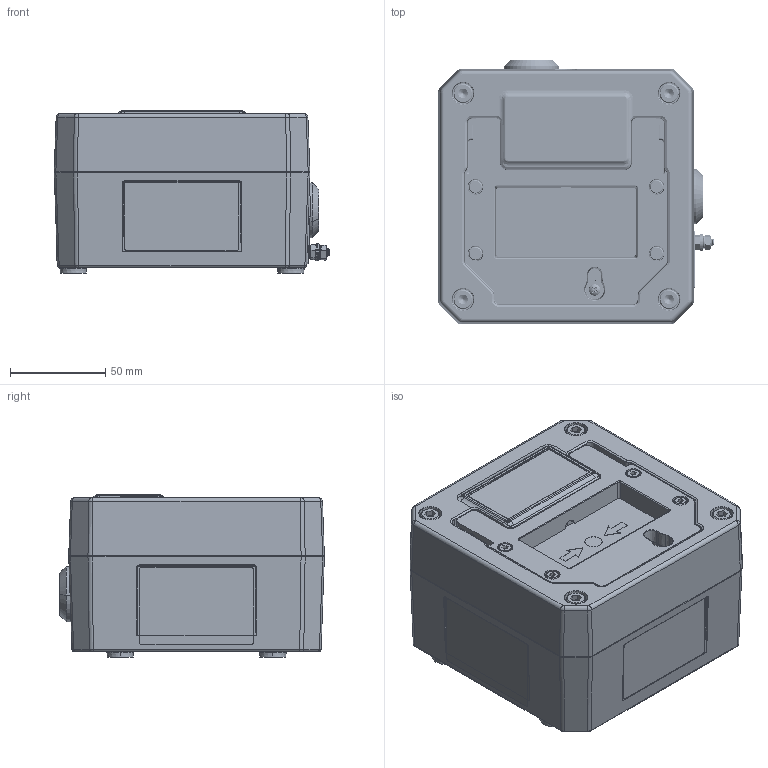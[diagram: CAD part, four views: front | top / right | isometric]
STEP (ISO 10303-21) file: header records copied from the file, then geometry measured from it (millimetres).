
FILE_DESCRIPTION (( 'STEP AP214' ), '1' );
FILE_NAME ('D202-05-001-3D_Issue_1.STEP', '2022-04-25T08:46:29', ( '' ), ( '' ), 'SwSTEP 2.0', 'SolidWorks 2021', '' );
FILE_SCHEMA (( 'AUTOMOTIVE_DESIGN' ));
Length unit declared in the file: millimetre
Products named in the file (30): SCHXSKTM6X60A4; D202-10-101-3D_Issue_4_Dual Switch; SCHXSKTM4X8A4; SCSSM4X6PP; D202-99-002-3D_Issue_A; D202-52-001-3D_Issue_5-3D-STEP_3D STEP; WASGM4A4; WASGM25A4; SRT25AM4EX2; Part1^D202-05-001-3D_Issue_1; D202-05-001-3D_Issue_1; D202-10-001-3D_Issue_3; SCSSM3X10PP_BLANK; SCNUTM4A4; SCSSM3X6PP; SCTTM25X10; WAM4A4; D202-60-111-3D_Issue_1_2D Drawing; D202-96-101-3D_Issue_A_Blank; ORBS009NTR70; GL4076215; SPMHSM20; D202-52-002-3D_Issue_6-3D-STEP_3D STEP; WAM3A4; D202-99-001-3D_Issue_A; PCLIP32; D202-52-003-3D_Issue_4; SCSSM4X16PP_M4 x 16; D204-50-001-3D_Issue_1; Test
Assembly tree (48 placements, depth 4):
  Part1^D202-05-001-3D_Issue_1
  D202-05-001-3D_Issue_1
    D202-10-001-3D_Issue_3
      D202-52-001-3D_Issue_5-3D-STEP_3D STEP
    D202-10-101-3D_Issue_4_Dual Switch
      D202-52-002-3D_Issue_6-3D-STEP_3D STEP
      D202-60-111-3D_Issue_1_2D Drawing
      Test
        D204-50-001-3D_Issue_1
        SCSSM3X10PP_BLANK
      GL4076215
      D202-52-003-3D_Issue_4
      SCHXSKTM4X8A4  x4
      ORBS009NTR70  x4
      SCSSM4X6PP
      WASGM4A4
      SRT25AM4EX2
      PCLIP32
      SCSSM3X6PP
      WAM3A4
      SCTTM25X10  x3
      WASGM25A4  x3
    SPMHSM20  x2
    SCHXSKTM6X60A4  x4
    D202-99-002-3D_Issue_A
    D202-99-001-3D_Issue_A  x2
    D202-96-101-3D_Issue_A_Blank
    SCNUTM4A4  x2
    WASGM4A4  x2
    WAM4A4  x3
    SCSSM4X16PP_M4 x 16
Bounding box: 144.5 x 138.79 x 85 mm (x, y, z)
Volume: 1234732.2 mm3; surface area: 222295.9 mm2
Topology: 54 solids, 54 shells, 2823 faces, 6697 edges, 3942 vertices
Faces by surface type: cylinder 1027, plane 658, bspline 540, cone 308, torus 197, sphere 93
Entity records: 90828 total; most frequent: CARTESIAN_POINT 37314, ORIENTED_EDGE 11160, DIRECTION 9861, EDGE_CURVE 5580, AXIS2_PLACEMENT_3D 3874, VERTEX_POINT 3339, EDGE_LOOP 2515, ADVANCED_FACE 2378
